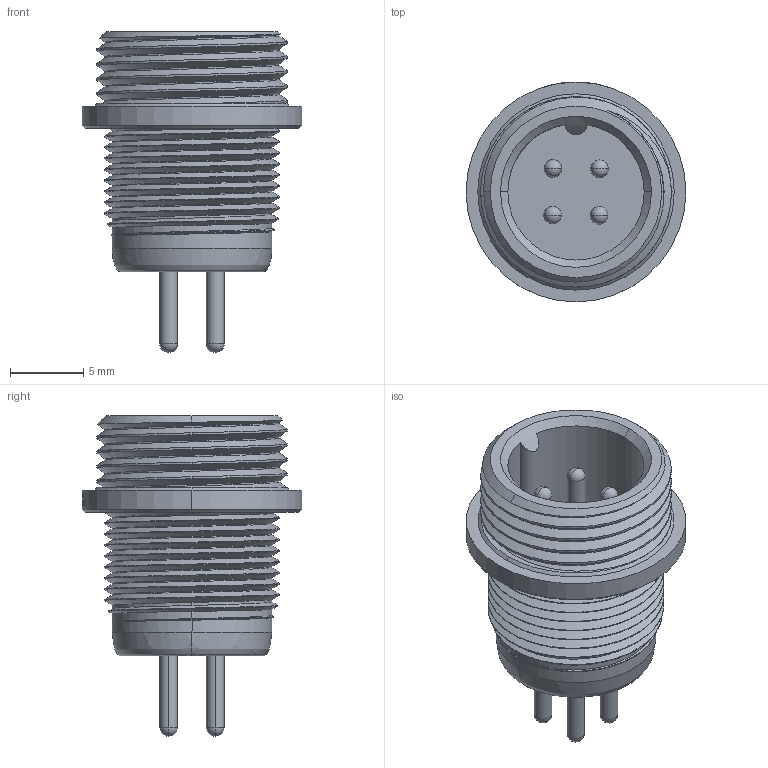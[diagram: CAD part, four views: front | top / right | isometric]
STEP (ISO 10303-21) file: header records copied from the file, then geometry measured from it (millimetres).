
FILE_DESCRIPTION (( 'STEP AP214' ), '1' );
FILE_NAME ('CONN-TH_HKT-00004.STEP', '2024-03-05T08:08:51', ( '' ), ( '' ), 'SwSTEP 2.0', 'SolidWorks 2020', '' );
FILE_SCHEMA (( 'AUTOMOTIVE_DESIGN' ));
Length unit declared in the file: millimetre
Products named in the file (1): CONN-TH_HKT-00004
Bounding box: 15 x 15 x 21.9 mm (x, y, z)
Volume: 1269.1 mm3; surface area: 1811.1 mm2
Topology: 5 solids, 5 shells, 309 faces, 1038 edges, 745 vertices
Faces by surface type: bspline 211, cylinder 64, sphere 16, cone 9, plane 9
Entity records: 19941 total; most frequent: CARTESIAN_POINT 9868, ORIENTED_EDGE 2012, EDGE_CURVE 1006, B_SPLINE_CURVE_WITH_KNOTS 870, VERTEX_POINT 729, DIRECTION 369, EDGE_LOOP 331, UNCERTAINTY_MEASURE_WITH_UNIT 316
